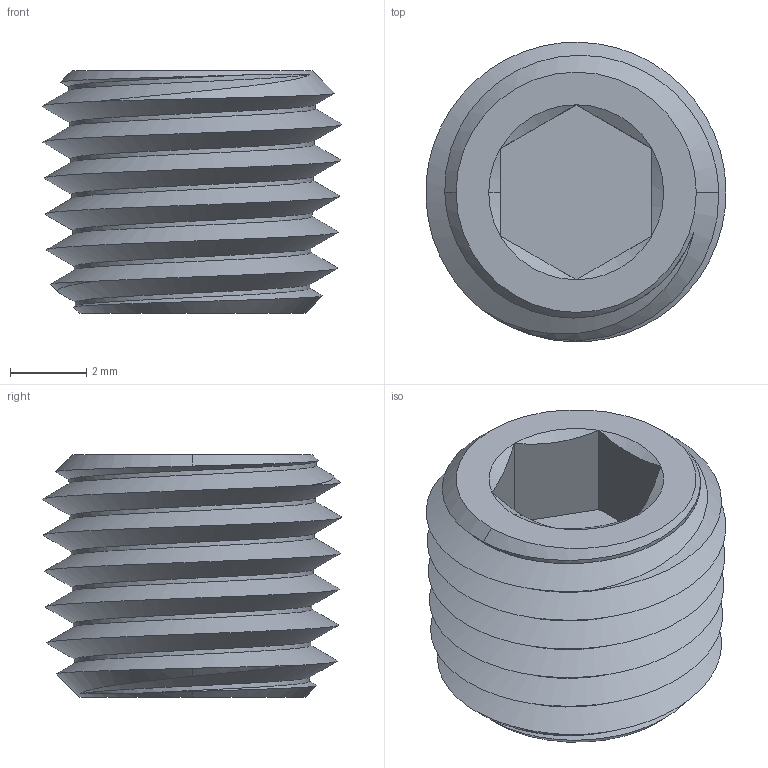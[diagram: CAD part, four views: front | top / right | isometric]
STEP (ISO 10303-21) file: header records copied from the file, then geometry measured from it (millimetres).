
FILE_DESCRIPTION (( 'STEP AP203' ), '1' );
FILE_NAME ('50785K267.step', '2014-09-22T17:12:37', ( '' ), ( '' ), 'SwSTEP 2.0', 'SolidWorks 2013', '' );
FILE_SCHEMA (( 'CONFIG_CONTROL_DESIGN' ));
Length unit declared in the file: inch
Products named in the file (1): 50785K267
Bounding box: 7.86 x 7.84 x 6.35 mm (x, y, z)
Volume: 201.3 mm3; surface area: 341 mm2
Topology: 1 solids, 1 shells, 24 faces, 51 edges, 30 vertices
Faces by surface type: cone 12, plane 9, bspline 3
Entity records: 3257 total; most frequent: CARTESIAN_POINT 2707, ORIENTED_EDGE 102, DIRECTION 84, EDGE_CURVE 51, AXIS2_PLACEMENT_3D 33, VERTEX_POINT 30, EDGE_LOOP 25, ADVANCED_FACE 24
